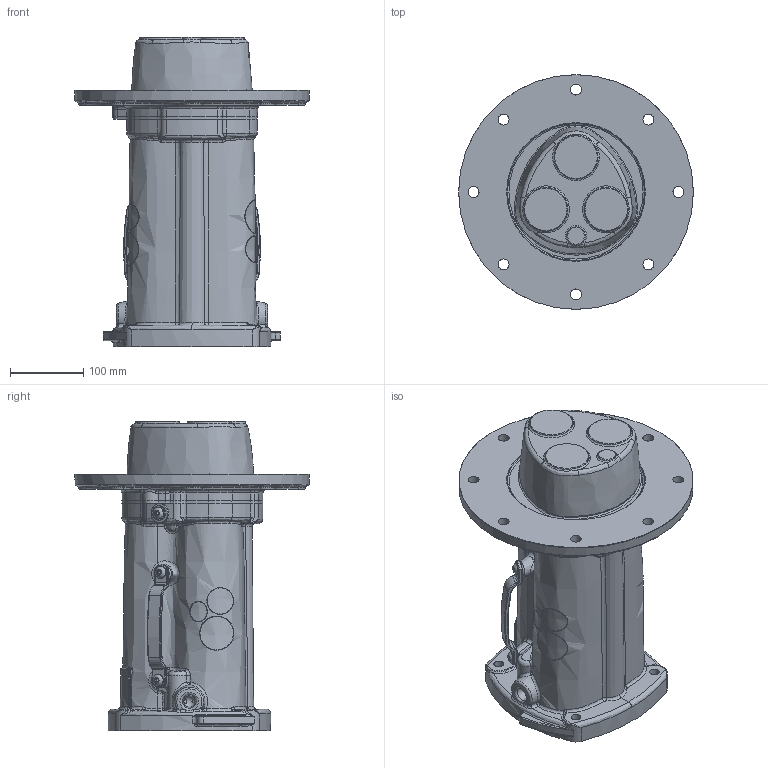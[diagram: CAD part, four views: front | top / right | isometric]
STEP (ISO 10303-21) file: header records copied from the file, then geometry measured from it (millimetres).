
FILE_DESCRIPTION(/* description */ ('15kV KA Universal Body'),/* implementation_level */ '2;1');
FILE_NAME(/* name */ 'RS847_SLD body with Type B Gear Mount Flange 2228_SLD.stp',/* time_stamp */ '2022-09-10T15:36:13+10:00',/* author */ ('a.tao491'),/* organization */ (''),/* preprocessor_version */ 'ST-DEVELOPER v16.5',/* originating_system */ 'Autodesk Inventor 2017',/* authorisation */ '');
FILE_SCHEMA (('AUTOMOTIVE_DESIGN { 1 0 10303 214 3 1 1 }'));
Products named in the file (6): RS847_NEW; 1216; 1221; Part3; 2234; 2228_SLD
Assembly tree (10 placements, depth 2):
  RS847_NEW
    1216  x5
    1221
    Part3  x2
    2234
    2228_SLD
Bounding box: 320.05 x 320.05 x 422 mm (x, y, z)
Volume: 10620139.8 mm3; surface area: 541392.1 mm2
Topology: 10 solids, 10 shells, 950 faces, 2447 edges, 1500 vertices
Faces by surface type: bspline 335, plane 161, cylinder 159, torus 149, cone 103, sphere 43
Full cylindrical faces by diameter (mm): 7.798 x5, 9.45 x5, 10 x6, 11 x4, 11.1 x1, 13 x4, 15 x8, 16.3 x5, 19.7 x1, 26.5 x1
Entity records: 46534 total; most frequent: CARTESIAN_POINT 28224, ORIENTED_EDGE 3922, DIRECTION 3308, EDGE_CURVE 1961, AXIS2_PLACEMENT_3D 1549, VERTEX_POINT 1260, CIRCLE 903, EDGE_LOOP 883
